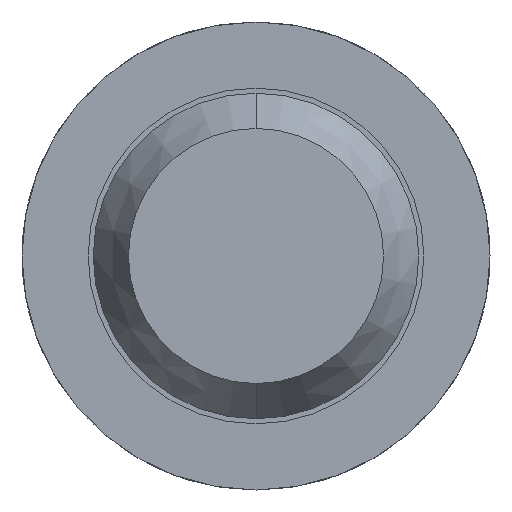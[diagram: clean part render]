
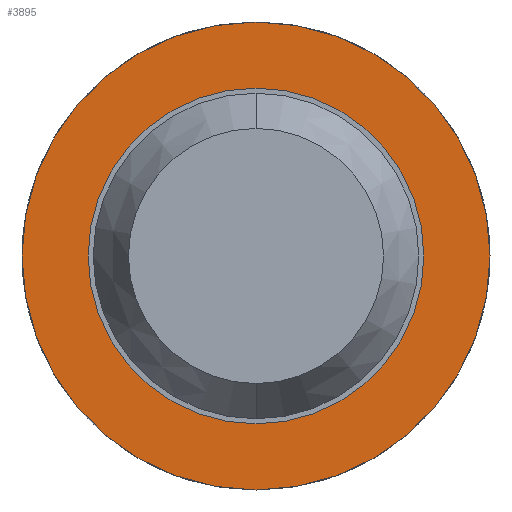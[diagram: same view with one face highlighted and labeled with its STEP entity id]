
A CAD part, front view. The second image highlights one B-rep face of the part: STEP entity #3895.
In plain terms, the highlighted planar face has unit normal (0, -1, 0).
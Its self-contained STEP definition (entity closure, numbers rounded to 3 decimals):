
#10 = VERTEX_POINT ( 'NONE', #2438 ) ;
#36 = CIRCLE ( 'NONE', #3769, 1.15 ) ;
#141 = VERTEX_POINT ( 'NONE', #1839 ) ;
#351 = DIRECTION ( 'NONE',  ( 0., 1., 0. ) ) ;
#389 = DIRECTION ( 'NONE',  ( 0., 0., 1. ) ) ;
#712 = VERTEX_POINT ( 'NONE', #3959 ) ;
#751 = EDGE_CURVE ( 'Defeature ausgef�hrt3_14+Defeature ausgef�hrt3_13+Defeature ausgef�hrt3_13+Defeature ausgef�hrt3_13', #141, #3831, #2062, .T. ) ;
#779 = PLANE ( 'NONE',  #2250 ) ;
#802 = CIRCLE ( 'NONE', #2875, 1.15 ) ;
#1039 = DIRECTION ( 'NONE',  ( 0., 1., 0. ) ) ;
#1041 = CARTESIAN_POINT ( 'NONE',  ( 0., -1.7, 0. ) ) ;
#1357 = CARTESIAN_POINT ( 'NONE',  ( 0., -1.7, 0. ) ) ;
#1591 = EDGE_LOOP ( 'NONE', ( #4612, #3250 ) ) ;
#1622 = EDGE_CURVE ( 'Defeature ausgef�hrt3_14+Defeature ausgef�hrt3_13+Defeature ausgef�hrt3_13+Defeature ausgef�hrt3_13', #3831, #141, #3923, .T. ) ;
#1688 = DIRECTION ( 'NONE',  ( 0., 0., 1. ) ) ;
#1718 = CARTESIAN_POINT ( 'NONE',  ( 0., -1.7, 0. ) ) ;
#1839 = CARTESIAN_POINT ( 'NONE',  ( 0., -1.7, 0.825 ) ) ;
#2062 = CIRCLE ( 'NONE', #3735, 0.825 ) ;
#2215 = AXIS2_PLACEMENT_3D ( 'NONE', #1357, #1039, #4748 ) ;
#2250 = AXIS2_PLACEMENT_3D ( 'NONE', #2587, #2552, #389 ) ;
#2403 = EDGE_CURVE ( 'Defeature ausgef�hrt3_10+Defeature ausgef�hrt3_14+Defeature ausgef�hrt3_14+Defeature ausgef�hrt3_14', #712, #10, #802, .T. ) ;
#2438 = CARTESIAN_POINT ( 'NONE',  ( 0., -1.7, 1.15 ) ) ;
#2527 = DIRECTION ( 'NONE',  ( 0., 1., 0. ) ) ;
#2530 = DIRECTION ( 'NONE',  ( 0., 1., 0. ) ) ;
#2552 = DIRECTION ( 'NONE',  ( 0., 1., 0. ) ) ;
#2587 = CARTESIAN_POINT ( 'NONE',  ( 0.825, -1.7, 0. ) ) ;
#2623 = ORIENTED_EDGE ( 'NONE', *, *, #3343, .F. ) ;
#2875 = AXIS2_PLACEMENT_3D ( 'NONE', #2918, #351, #4786 ) ;
#2918 = CARTESIAN_POINT ( 'NONE',  ( 0., -1.7, 0. ) ) ;
#3205 = EDGE_LOOP ( 'NONE', ( #2623, #4532 ) ) ;
#3250 = ORIENTED_EDGE ( 'NONE', *, *, #1622, .T. ) ;
#3343 = EDGE_CURVE ( 'Defeature ausgef�hrt3_10+Defeature ausgef�hrt3_14+Defeature ausgef�hrt3_14+Defeature ausgef�hrt3_14', #10, #712, #36, .T. ) ;
#3391 = FACE_BOUND ( 'NONE', #1591, .T. ) ;
#3641 = CARTESIAN_POINT ( 'NONE',  ( 0., -1.7, -0.825 ) ) ;
#3735 = AXIS2_PLACEMENT_3D ( 'NONE', #1041, #2530, #4342 ) ;
#3769 = AXIS2_PLACEMENT_3D ( 'NONE', #1718, #2527, #1688 ) ;
#3831 = VERTEX_POINT ( 'NONE', #3641 ) ;
#3895 = ADVANCED_FACE ( 'Defeature ausgef�hrt3_14', ( #4319, #3391 ), #779, .F. ) ;
#3923 = CIRCLE ( 'NONE', #2215, 0.825 ) ;
#3959 = CARTESIAN_POINT ( 'NONE',  ( 0., -1.7, -1.15 ) ) ;
#4319 = FACE_OUTER_BOUND ( 'NONE', #3205, .T. ) ;
#4342 = DIRECTION ( 'NONE',  ( 0., 0., 1. ) ) ;
#4532 = ORIENTED_EDGE ( 'NONE', *, *, #2403, .F. ) ;
#4612 = ORIENTED_EDGE ( 'NONE', *, *, #751, .T. ) ;
#4748 = DIRECTION ( 'NONE',  ( 0., 0., 1. ) ) ;
#4786 = DIRECTION ( 'NONE',  ( 0., 0., 1. ) ) ;
